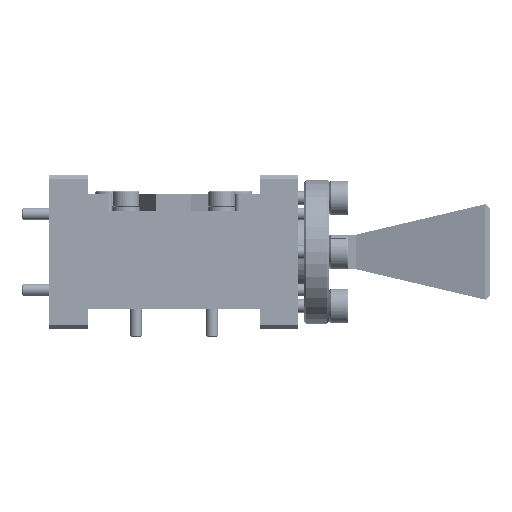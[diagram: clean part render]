
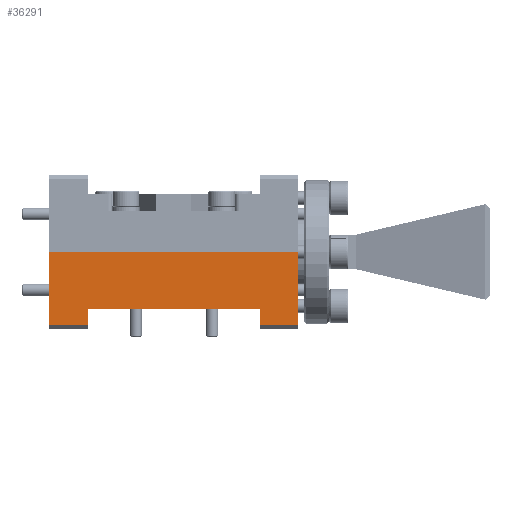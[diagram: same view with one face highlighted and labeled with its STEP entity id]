
A CAD part, front view. The second image highlights one B-rep face of the part: STEP entity #36291.
In plain terms, the highlighted planar face has unit normal (0, -1, 0).
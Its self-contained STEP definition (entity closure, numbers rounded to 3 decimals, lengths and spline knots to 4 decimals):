
#80 = CARTESIAN_POINT ( 'NONE',  ( -1.46, -0.4, 0. ) ) ;
#875 = VERTEX_POINT ( 'NONE', #86189 ) ;
#2643 = EDGE_CURVE ( 'NONE', #54817, #45147, #71172, .T. ) ;
#2841 = LINE ( 'NONE', #22124, #81014 ) ;
#3020 = DIRECTION ( 'NONE',  ( 0., 0., -1. ) ) ;
#3311 = EDGE_CURVE ( 'NONE', #77198, #55374, #29455, .T. ) ;
#3712 = ORIENTED_EDGE ( 'NONE', *, *, #39589, .F. ) ;
#5325 = DIRECTION ( 'NONE',  ( 1., 0., 0. ) ) ;
#6526 = PLANE ( 'NONE',  #25311 ) ;
#6673 = CARTESIAN_POINT ( 'NONE',  ( -1.46, -0.4, -0.38 ) ) ;
#6879 = DIRECTION ( 'NONE',  ( 0., -1., 0. ) ) ;
#9001 = ORIENTED_EDGE ( 'NONE', *, *, #41125, .F. ) ;
#10860 = DIRECTION ( 'NONE',  ( 1., 0., 0. ) ) ;
#12602 = CARTESIAN_POINT ( 'NONE',  ( -1.46, -0.4, -0.38 ) ) ;
#12971 = VERTEX_POINT ( 'NONE', #12602 ) ;
#21283 = EDGE_CURVE ( 'NONE', #54817, #86926, #34054, .T. ) ;
#21613 = DIRECTION ( 'NONE',  ( -1., 0., 0. ) ) ;
#22124 = CARTESIAN_POINT ( 'NONE',  ( -1.46, -0.4, -0.4 ) ) ;
#22601 = ORIENTED_EDGE ( 'NONE', *, *, #29351, .T. ) ;
#25311 = AXIS2_PLACEMENT_3D ( 'NONE', #29448, #6879, #21613 ) ;
#25517 = VECTOR ( 'NONE', #5325, 39.3701 ) ;
#29351 = EDGE_CURVE ( 'NONE', #89762, #12971, #2841, .T. ) ;
#29448 = CARTESIAN_POINT ( 'NONE',  ( -1.46, -0.4, -0.4 ) ) ;
#29455 = LINE ( 'NONE', #80056, #30747 ) ;
#29905 = FACE_OUTER_BOUND ( 'NONE', #33730, .T. ) ;
#30747 = VECTOR ( 'NONE', #57482, 39.3701 ) ;
#30877 = ORIENTED_EDGE ( 'NONE', *, *, #2643, .F. ) ;
#33730 = EDGE_LOOP ( 'NONE', ( #22601, #45660, #87350, #3712, #30877, #58860, #84829, #9001 ) ) ;
#34054 = LINE ( 'NONE', #6673, #25517 ) ;
#36291 = ADVANCED_FACE ( 'NONE', ( #29905 ), #6526, .T. ) ;
#39589 = EDGE_CURVE ( 'NONE', #45147, #77198, #50339, .T. ) ;
#41125 = EDGE_CURVE ( 'NONE', #89762, #875, #56248, .T. ) ;
#45147 = VERTEX_POINT ( 'NONE', #53156 ) ;
#45298 = DIRECTION ( 'NONE',  ( 0., 0., -1. ) ) ;
#45619 = CARTESIAN_POINT ( 'NONE',  ( -1.26, -0.4, -0.3 ) ) ;
#45660 = ORIENTED_EDGE ( 'NONE', *, *, #67128, .T. ) ;
#45824 = LINE ( 'NONE', #87285, #65451 ) ;
#50339 = LINE ( 'NONE', #69120, #54019 ) ;
#52737 = DIRECTION ( 'NONE',  ( -1., 0., 0. ) ) ;
#53156 = CARTESIAN_POINT ( 'NONE',  ( -0.36, -0.4, -0.3 ) ) ;
#53998 = LINE ( 'NONE', #65125, #74723 ) ;
#54019 = VECTOR ( 'NONE', #52737, 39.3701 ) ;
#54817 = VERTEX_POINT ( 'NONE', #76074 ) ;
#55374 = VERTEX_POINT ( 'NONE', #93653 ) ;
#56248 = LINE ( 'NONE', #56970, #83125 ) ;
#56458 = VECTOR ( 'NONE', #79170, 39.3701 ) ;
#56970 = CARTESIAN_POINT ( 'NONE',  ( -1.46, -0.4, 0. ) ) ;
#57482 = DIRECTION ( 'NONE',  ( 0., 0., -1. ) ) ;
#58860 = ORIENTED_EDGE ( 'NONE', *, *, #21283, .T. ) ;
#62368 = CARTESIAN_POINT ( 'NONE',  ( -0.36, -0.4, -0.4 ) ) ;
#65125 = CARTESIAN_POINT ( 'NONE',  ( -0.16, -0.4, -0.4 ) ) ;
#65451 = VECTOR ( 'NONE', #101360, 39.3701 ) ;
#67128 = EDGE_CURVE ( 'NONE', #12971, #55374, #45824, .T. ) ;
#69120 = CARTESIAN_POINT ( 'NONE',  ( -1.46, -0.4, -0.3 ) ) ;
#71172 = LINE ( 'NONE', #62368, #56458 ) ;
#71294 = CARTESIAN_POINT ( 'NONE',  ( -0.16, -0.4, -0.38 ) ) ;
#74723 = VECTOR ( 'NONE', #3020, 39.3701 ) ;
#76074 = CARTESIAN_POINT ( 'NONE',  ( -0.36, -0.4, -0.38 ) ) ;
#77198 = VERTEX_POINT ( 'NONE', #45619 ) ;
#79170 = DIRECTION ( 'NONE',  ( 0., 0., 1. ) ) ;
#80056 = CARTESIAN_POINT ( 'NONE',  ( -1.26, -0.4, -0.4 ) ) ;
#81014 = VECTOR ( 'NONE', #45298, 39.3701 ) ;
#83125 = VECTOR ( 'NONE', #10860, 39.3701 ) ;
#84829 = ORIENTED_EDGE ( 'NONE', *, *, #84973, .F. ) ;
#84973 = EDGE_CURVE ( 'NONE', #875, #86926, #53998, .T. ) ;
#86189 = CARTESIAN_POINT ( 'NONE',  ( -0.16, -0.4, 0. ) ) ;
#86926 = VERTEX_POINT ( 'NONE', #71294 ) ;
#87285 = CARTESIAN_POINT ( 'NONE',  ( -1.46, -0.4, -0.38 ) ) ;
#87350 = ORIENTED_EDGE ( 'NONE', *, *, #3311, .F. ) ;
#89762 = VERTEX_POINT ( 'NONE', #80 ) ;
#93653 = CARTESIAN_POINT ( 'NONE',  ( -1.26, -0.4, -0.38 ) ) ;
#101360 = DIRECTION ( 'NONE',  ( 1., 0., 0. ) ) ;
